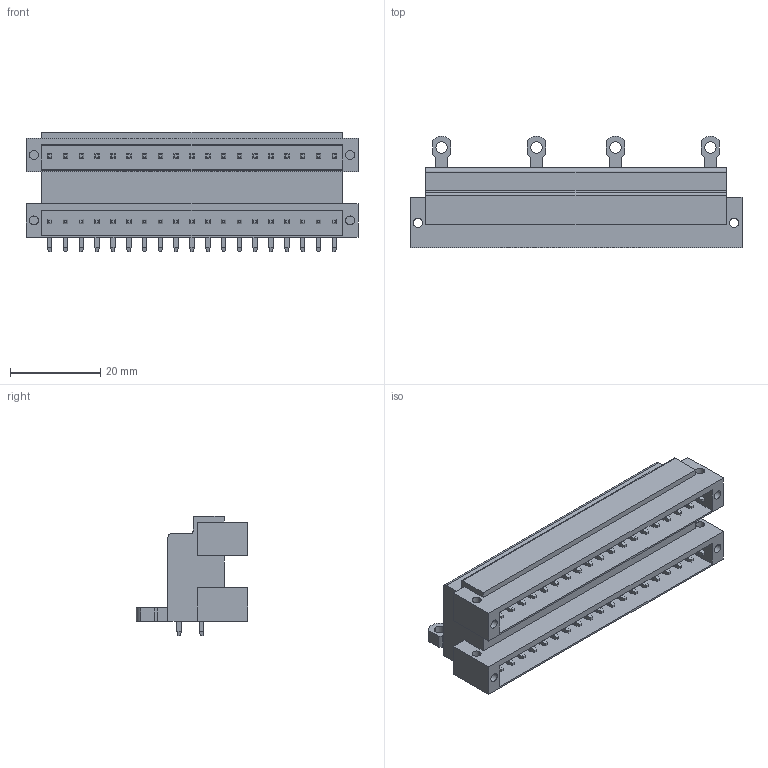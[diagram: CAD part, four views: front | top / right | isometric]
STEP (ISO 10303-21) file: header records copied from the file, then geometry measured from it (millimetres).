
FILE_DESCRIPTION(('CATIA V5 STEP Exchange','CAx-IF Rec.Pracs.--- Model Styling and Organization---1.2---2011-12-15'),'2;1');
FILE_NAME ('D1453980_0_1633980000_1633980000.stp','2018-11-10T05:03:05+00:00',('none'),('Weidmueller'),'CATIA Version 5-6 Release 2014','CATIA V5 STEP AP214','none');
FILE_SCHEMA(('AUTOMOTIVE_DESIGN { 1 0 10303 214 1 1 1 1 }'));
Length unit declared in the file: millimetre
Products named in the file (1): 1633980000
Bounding box: 73.5 x 24.7 x 26.5 mm (x, y, z)
Volume: 18829.2 mm3; surface area: 16394.5 mm2
Topology: 39 solids, 39 shells, 935 faces, 2249 edges, 1398 vertices
Faces by surface type: plane 892, cylinder 43
Entity records: 23235 total; most frequent: ORIENTED_EDGE 4498, CARTESIAN_POINT 4276, DIRECTION 2593, EDGE_CURVE 2249, VECTOR 1859, LINE 1859, VERTEX_POINT 1398, EDGE_LOOP 1033
